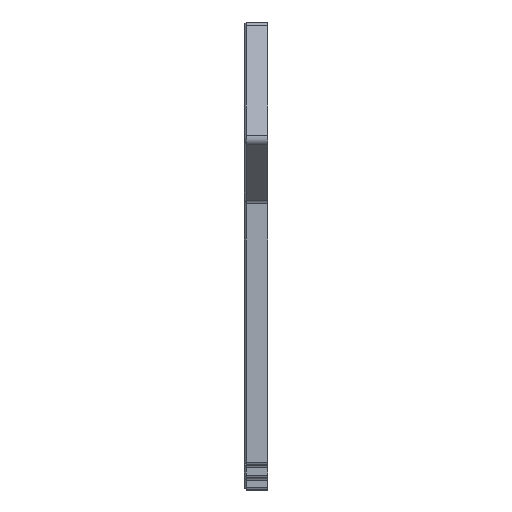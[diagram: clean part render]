
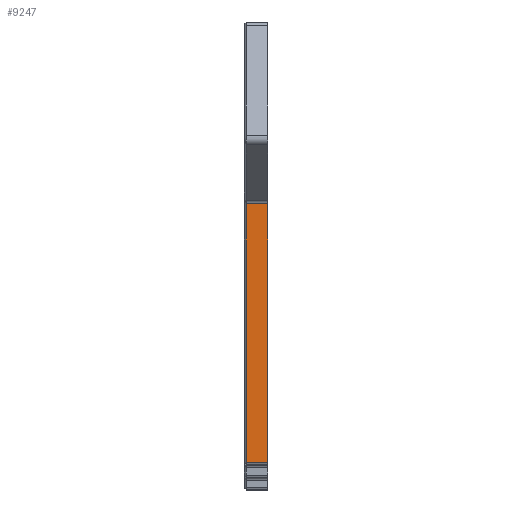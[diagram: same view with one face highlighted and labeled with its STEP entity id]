
A CAD part, left-side view. The second image highlights one B-rep face of the part: STEP entity #9247.
In plain terms, the highlighted planar face has unit normal (-1, 0, 0).
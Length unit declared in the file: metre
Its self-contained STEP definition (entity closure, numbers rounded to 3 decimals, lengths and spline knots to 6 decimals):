
#228=LINE('',#13254,#1500);
#258=LINE('',#13345,#1530);
#259=LINE('',#13349,#1531);
#260=LINE('',#13350,#1532);
#1500=VECTOR('',#10627,1.);
#1530=VECTOR('',#10717,1.);
#1531=VECTOR('',#10722,1.);
#1532=VECTOR('',#10723,1.);
#2596=PLANE('',#9822);
#3335=ORIENTED_EDGE('',*,*,#6011,.F.);
#3336=ORIENTED_EDGE('',*,*,#5964,.T.);
#3337=ORIENTED_EDGE('',*,*,#6012,.F.);
#3338=ORIENTED_EDGE('',*,*,#6009,.F.);
#5964=EDGE_CURVE('',#7307,#7309,#228,.T.);
#6009=EDGE_CURVE('',#7340,#7341,#258,.T.);
#6011=EDGE_CURVE('',#7307,#7340,#259,.T.);
#6012=EDGE_CURVE('',#7341,#7309,#260,.T.);
#7307=VERTEX_POINT('',#13249);
#7309=VERTEX_POINT('',#13253);
#7340=VERTEX_POINT('',#13344);
#7341=VERTEX_POINT('',#13346);
#8071=EDGE_LOOP('',(#3335,#3336,#3337,#3338));
#8661=FACE_BOUND('',#8071,.T.);
#9247=ADVANCED_FACE('',(#8661),#2596,.T.);
#9822=AXIS2_PLACEMENT_3D('',#13348,#10720,#10721);
#10627=DIRECTION('',(0.,-1.,0.));
#10717=DIRECTION('',(0.,-1.,0.));
#10720=DIRECTION('',(-1.,0.,0.));
#10721=DIRECTION('',(0.,0.,-1.));
#10722=DIRECTION('',(0.,0.,1.));
#10723=DIRECTION('',(0.,0.,-1.));
#13249=CARTESIAN_POINT('',(0.010396,-0.0026,0.01439));
#13253=CARTESIAN_POINT('',(0.010396,-0.0068,0.01439));
#13254=CARTESIAN_POINT('',(0.010396,-0.0023,0.01439));
#13344=CARTESIAN_POINT('',(0.010411,-0.0026,0.064951));
#13345=CARTESIAN_POINT('',(0.010411,-0.0023,0.064951));
#13346=CARTESIAN_POINT('',(0.010411,-0.0068,0.064951));
#13348=CARTESIAN_POINT('',(0.010403,-0.0047,0.03967));
#13349=CARTESIAN_POINT('',(0.010403,-0.0026,0.03967));
#13350=CARTESIAN_POINT('',(0.010408,-0.0068,0.054781));
